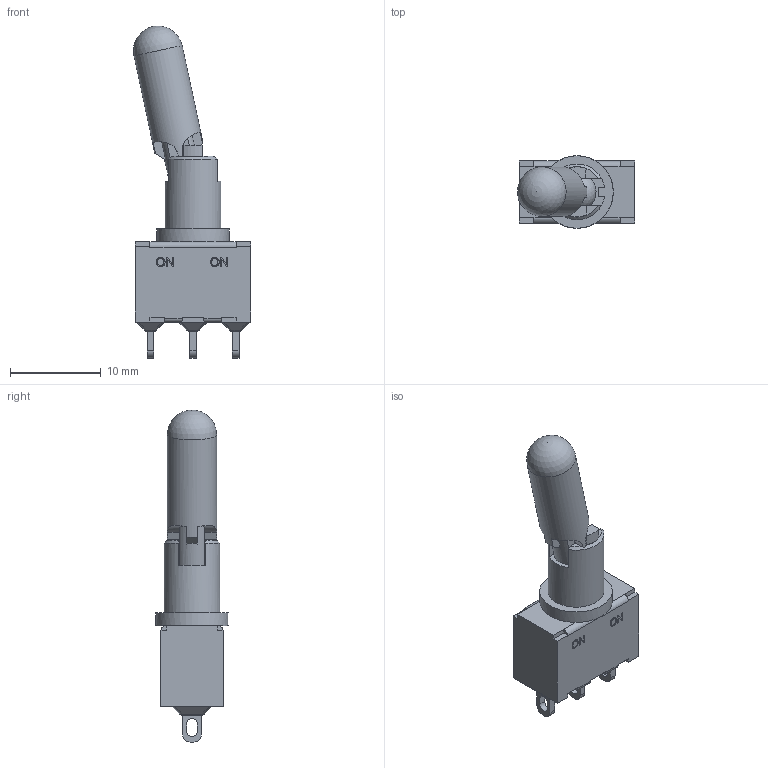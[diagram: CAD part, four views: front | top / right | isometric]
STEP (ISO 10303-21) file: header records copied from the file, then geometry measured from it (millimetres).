
FILE_DESCRIPTION(/* description */ (''),/* implementation_level */ '2;1');
FILE_NAME(/* name */ '100SPxK1B25M1xE.stp',/* time_stamp */ '2024-03-05T10:29:19-06:00',/* author */ ('mwilliams'),/* organization */ (''),/* preprocessor_version */ 'ST-DEVELOPER v18.1',/* originating_system */ 'Autodesk Inventor 2022',/* authorisation */ '');
FILE_SCHEMA (('AUTOMOTIVE_DESIGN { 1 0 10303 214 3 1 1 }'));
Length unit declared in the file: inch
Products named in the file (1): 100SP1K1B25M1xE
Bounding box: 12.93 x 8 x 36.65 mm (x, y, z)
Volume: 1336.3 mm3; surface area: 1306.3 mm2
Topology: 7 solids, 7 shells, 302 faces, 801 edges, 509 vertices
Faces by surface type: plane 203, cylinder 67, bspline 16, sphere 14, cone 2
Full cylindrical faces by diameter (mm): 1.5 x1, 4.2 x1, 5.44 x1, 8 x1
Entity records: 9702 total; most frequent: CARTESIAN_POINT 2235, ORIENTED_EDGE 1574, DIRECTION 1479, EDGE_CURVE 787, LINE 557, VECTOR 557, VERTEX_POINT 509, AXIS2_PLACEMENT_3D 461
